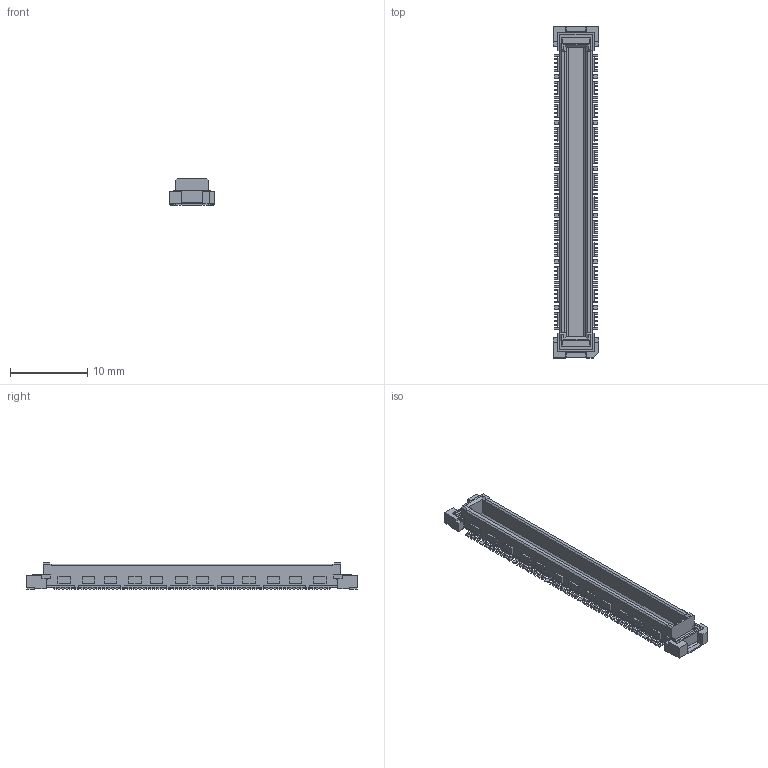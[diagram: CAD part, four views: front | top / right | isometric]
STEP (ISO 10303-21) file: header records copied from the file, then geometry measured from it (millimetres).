
FILE_DESCRIPTION(('OneSpaceDesigner STEP Export'),'2;1');
FILE_NAME('FX10B-120P12-SV.igs.stp','2007-12-17T18:24:44',(''),(''),'OneSpace Designer STEP processor for AP214 (Solid Model)','OneSpace Modeling 15.00A 14-Mar-2007 (C) CoCreate Software GmbH','');
FILE_SCHEMA(('AUTOMOTIVE_DESIGN { 1 0 10303 214 1 1 1 1 }'));
Length unit declared in the file: millimetre
Products named in the file (2): FX10B-120P12-SV
Assembly tree (1 placements, depth 2):
  FX10B-120P12-SV
    FX10B-120P12-SV
Bounding box: 5.9 x 43.1 x 3.5 mm (x, y, z)
Volume: 321.3 mm3; surface area: 1039.6 mm2
Topology: 1 solids, 1 shells, 1638 faces, 4553 edges, 2934 vertices
Faces by surface type: plane 1482, cylinder 156
Entity records: 50380 total; most frequent: ORIENTED_EDGE 9106, CARTESIAN_POINT 8919, DIRECTION 7891, EDGE_CURVE 4553, VECTOR 4079, LINE 4079, VERTEX_POINT 2934, AXIS2_PLACEMENT_3D 1906
